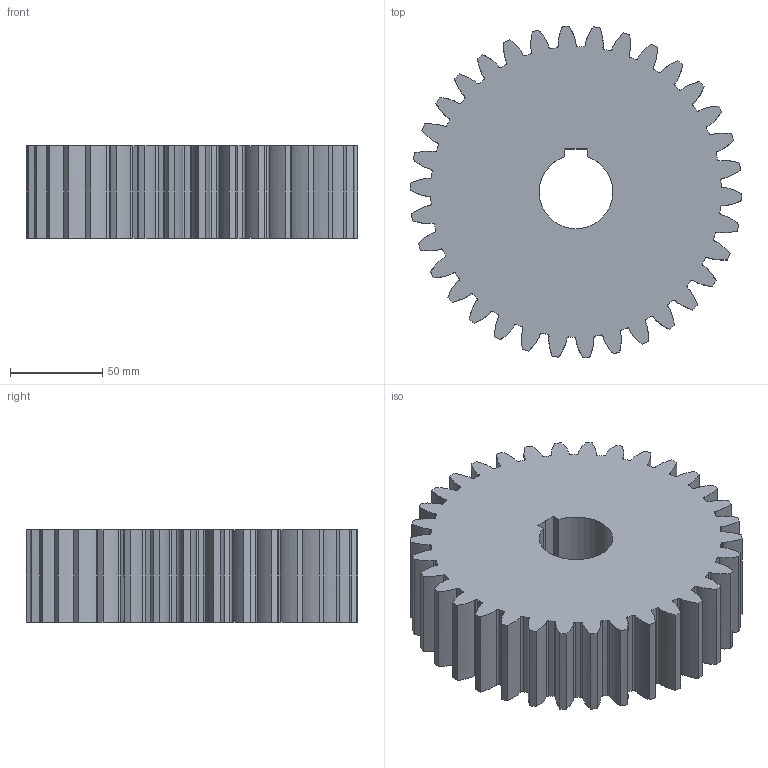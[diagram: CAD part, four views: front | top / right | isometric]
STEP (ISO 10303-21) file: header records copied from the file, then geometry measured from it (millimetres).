
FILE_DESCRIPTION(('CATIA V5 STEP Exchange'),'2;1');
FILE_NAME('6_driving_Gear.stp','2020-06-22T19:24:49+00:00',('none'),('none'),'CATIA Version 5 Release 21 GA (IN-10)','CATIA V5 STEP AP203','none');
FILE_SCHEMA(('CONFIG_CONTROL_DESIGN'));
Length unit declared in the file: millimetre
Products named in the file (1): Parametric Gear
Bounding box: 179.99 x 179.85 x 50 mm (x, y, z)
Volume: 1057973.3 mm3; surface area: 102747.6 mm2
Topology: 1 solids, 1 shells, 279 faces, 831 edges, 554 vertices
Faces by surface type: cylinder 137, plane 74, extrusion 68
Entity records: 15584 total; most frequent: CARTESIAN_POINT 8706, ORIENTED_EDGE 1662, DIRECTION 987, EDGE_CURVE 831, VERTEX_POINT 554, VECTOR 489, LINE 421, AXIS2_PLACEMENT_3D 387
